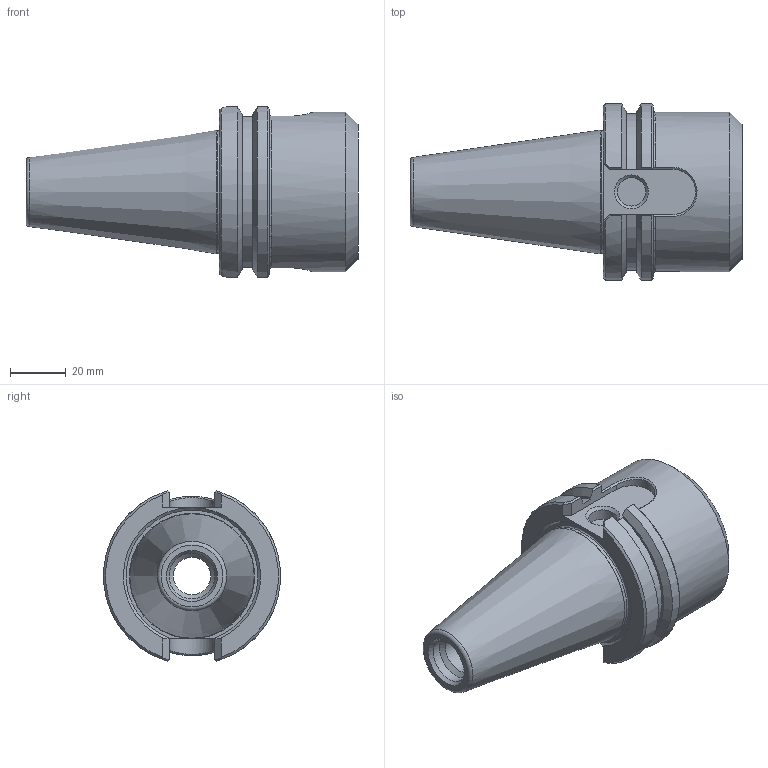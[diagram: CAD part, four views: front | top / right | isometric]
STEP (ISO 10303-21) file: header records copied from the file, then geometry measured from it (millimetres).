
FILE_DESCRIPTION((''),'2;1');
FILE_NAME('C40F-12EM2.iam.stp','2014-07-08T12:46:48',(''),(''),'Autodesk Inventor 2012','Autodesk Inventor 2012','');
FILE_SCHEMA(('AUTOMOTIVE_DESIGN { 1 0 10303 214 1 1 1 1 }'));
Length unit declared in the file: inch
Products named in the file (3): C40F-12EM2; C40F-12EM2-1; 029-945
Assembly tree (2 placements, depth 2):
  C40F-12EM2
    C40F-12EM2-1
    029-945
Bounding box: 119.06 x 63.28 x 61.11 mm (x, y, z)
Volume: 135691.6 mm3; surface area: 31997.6 mm2
Topology: 2 solids, 2 shells, 99 faces, 252 edges, 160 vertices
Faces by surface type: plane 40, cone 20, bspline 18, cylinder 17, torus 4
Full cylindrical faces by diameter (mm): 10.135 x1, 13.386 x1, 14.351 x1, 15.875 x1, 16.459 x1, 31.75 x1, 32.766 x1, 43.942 x1, 57.15 x1
Entity records: 4000 total; most frequent: CARTESIAN_POINT 1793, ORIENTED_EDGE 450, DIRECTION 356, EDGE_CURVE 225, VERTEX_POINT 155, AXIS2_PLACEMENT_3D 142, EDGE_LOOP 128, FACE_OUTER_BOUND 99
